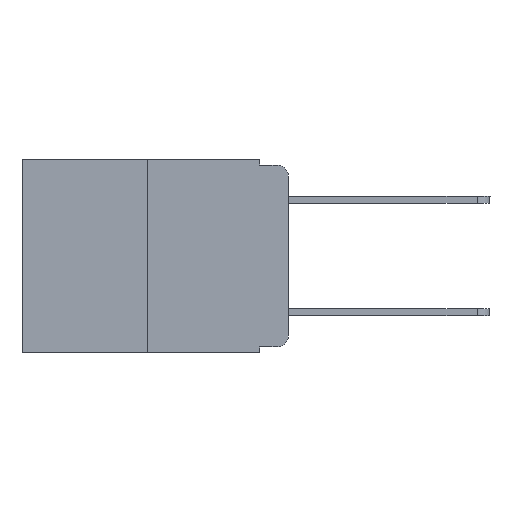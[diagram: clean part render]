
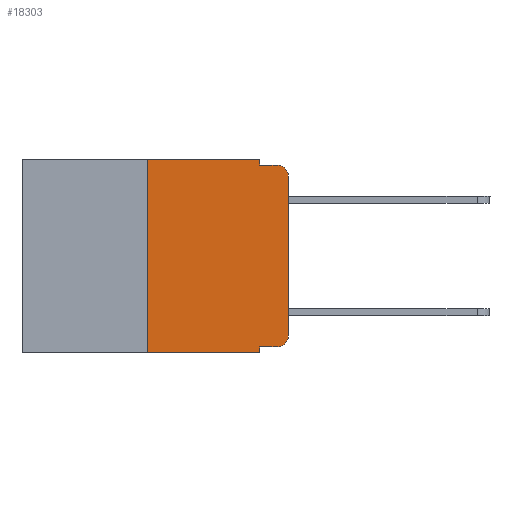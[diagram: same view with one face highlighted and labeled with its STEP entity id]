
A CAD part, left-side view. The second image highlights one B-rep face of the part: STEP entity #18303.
In plain terms, the highlighted planar face has unit normal (-1, 0, 0).
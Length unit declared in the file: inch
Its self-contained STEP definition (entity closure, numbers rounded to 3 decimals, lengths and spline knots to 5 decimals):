
#32 = EDGE_CURVE ( 'NONE', #3857, #11733, #18347, .T. ) ;
#436 = CARTESIAN_POINT ( 'NONE',  ( 0., 0.051, -0.01 ) ) ;
#725 = ORIENTED_EDGE ( 'NONE', *, *, #9043, .T. ) ;
#851 = CARTESIAN_POINT ( 'NONE',  ( 0., 0.051, -0.343 ) ) ;
#863 = FACE_OUTER_BOUND ( 'NONE', #15536, .T. ) ;
#1093 = VECTOR ( 'NONE', #3451, 39.37008 ) ;
#1096 = EDGE_CURVE ( 'NONE', #11114, #2757, #14960, .T. ) ;
#1342 = EDGE_CURVE ( 'NONE', #6733, #15683, #6868, .T. ) ;
#1526 = VECTOR ( 'NONE', #4231, 39.37008 ) ;
#2352 = DIRECTION ( 'NONE',  ( 0., 0., -1. ) ) ;
#2757 = VERTEX_POINT ( 'NONE', #16019 ) ;
#2789 = LINE ( 'NONE', #10219, #3307 ) ;
#3182 = VERTEX_POINT ( 'NONE', #7304 ) ;
#3307 = VECTOR ( 'NONE', #10122, 39.37008 ) ;
#3348 = AXIS2_PLACEMENT_3D ( 'NONE', #5530, #18156, #14268 ) ;
#3451 = DIRECTION ( 'NONE',  ( 0., 0., -1. ) ) ;
#3596 = LINE ( 'NONE', #12461, #6592 ) ;
#3626 = ORIENTED_EDGE ( 'NONE', *, *, #4677, .F. ) ;
#3675 = CARTESIAN_POINT ( 'NONE',  ( 0., 0.02, -0.01 ) ) ;
#3742 = ORIENTED_EDGE ( 'NONE', *, *, #10310, .F. ) ;
#3857 = VERTEX_POINT ( 'NONE', #10592 ) ;
#4231 = DIRECTION ( 'NONE',  ( 0., 0., 1. ) ) ;
#4542 = LINE ( 'NONE', #10004, #16911 ) ;
#4677 = EDGE_CURVE ( 'NONE', #2757, #7150, #14838, .T. ) ;
#4900 = ORIENTED_EDGE ( 'NONE', *, *, #10211, .T. ) ;
#5530 = CARTESIAN_POINT ( 'NONE',  ( 0., 0.473, 0. ) ) ;
#5779 = CARTESIAN_POINT ( 'NONE',  ( 0., 0.25, 0. ) ) ;
#6574 = AXIS2_PLACEMENT_3D ( 'NONE', #11118, #18428, #2352 ) ;
#6592 = VECTOR ( 'NONE', #12364, 39.37008 ) ;
#6733 = VERTEX_POINT ( 'NONE', #7513 ) ;
#6868 = CIRCLE ( 'NONE', #6574, 0.02 ) ;
#6941 = PLANE ( 'NONE',  #3348 ) ;
#6975 = DIRECTION ( 'NONE',  ( 0., -1., 0. ) ) ;
#7073 = ORIENTED_EDGE ( 'NONE', *, *, #9274, .T. ) ;
#7150 = VERTEX_POINT ( 'NONE', #436 ) ;
#7280 = ORIENTED_EDGE ( 'NONE', *, *, #1096, .F. ) ;
#7304 = CARTESIAN_POINT ( 'NONE',  ( 0., 0.051, -0.333 ) ) ;
#7513 = CARTESIAN_POINT ( 'NONE',  ( 0., 0.02, -0.333 ) ) ;
#7841 = EDGE_CURVE ( 'NONE', #3182, #10513, #11667, .T. ) ;
#8133 = CARTESIAN_POINT ( 'NONE',  ( 0., 0.02, -0.03 ) ) ;
#8400 = LINE ( 'NONE', #9887, #17762 ) ;
#8677 = VECTOR ( 'NONE', #17375, 39.37008 ) ;
#8850 = CARTESIAN_POINT ( 'NONE',  ( 0., 0.051, 0. ) ) ;
#9043 = EDGE_CURVE ( 'NONE', #11871, #10513, #3596, .T. ) ;
#9149 = DIRECTION ( 'NONE',  ( 0., -1., 0. ) ) ;
#9274 = EDGE_CURVE ( 'NONE', #15683, #3857, #2789, .T. ) ;
#9445 = ORIENTED_EDGE ( 'NONE', *, *, #1342, .T. ) ;
#9718 = DIRECTION ( 'NONE',  ( -1., 0., 0. ) ) ;
#9887 = CARTESIAN_POINT ( 'NONE',  ( 0., 0.051, -0.333 ) ) ;
#10004 = CARTESIAN_POINT ( 'NONE',  ( 0., 0.051, -0.01 ) ) ;
#10122 = DIRECTION ( 'NONE',  ( 0., 0., 1. ) ) ;
#10211 = EDGE_CURVE ( 'NONE', #3182, #6733, #8400, .T. ) ;
#10219 = CARTESIAN_POINT ( 'NONE',  ( 0., 0., 0. ) ) ;
#10310 = EDGE_CURVE ( 'NONE', #11871, #11114, #11406, .T. ) ;
#10513 = VERTEX_POINT ( 'NONE', #851 ) ;
#10592 = CARTESIAN_POINT ( 'NONE',  ( 0., 0., -0.03 ) ) ;
#11114 = VERTEX_POINT ( 'NONE', #5779 ) ;
#11118 = CARTESIAN_POINT ( 'NONE',  ( 0., 0.02, -0.313 ) ) ;
#11406 = LINE ( 'NONE', #17122, #1526 ) ;
#11667 = LINE ( 'NONE', #8850, #8677 ) ;
#11733 = VERTEX_POINT ( 'NONE', #3675 ) ;
#11871 = VERTEX_POINT ( 'NONE', #12258 ) ;
#12076 = CARTESIAN_POINT ( 'NONE',  ( 0., 0., -0.313 ) ) ;
#12258 = CARTESIAN_POINT ( 'NONE',  ( 0., 0.25, -0.343 ) ) ;
#12364 = DIRECTION ( 'NONE',  ( 0., -1., 0. ) ) ;
#12461 = CARTESIAN_POINT ( 'NONE',  ( 0., 0.473, -0.343 ) ) ;
#12557 = ORIENTED_EDGE ( 'NONE', *, *, #13798, .F. ) ;
#13798 = EDGE_CURVE ( 'NONE', #7150, #11733, #4542, .T. ) ;
#14268 = DIRECTION ( 'NONE',  ( 0., 0., -1. ) ) ;
#14838 = LINE ( 'NONE', #17752, #1093 ) ;
#14960 = LINE ( 'NONE', #17599, #17841 ) ;
#15092 = DIRECTION ( 'NONE',  ( 0., 0., -1. ) ) ;
#15536 = EDGE_LOOP ( 'NONE', ( #7073, #17621, #12557, #3626, #7280, #3742, #725, #16753, #4900, #9445 ) ) ;
#15683 = VERTEX_POINT ( 'NONE', #12076 ) ;
#16019 = CARTESIAN_POINT ( 'NONE',  ( 0., 0.051, 0. ) ) ;
#16753 = ORIENTED_EDGE ( 'NONE', *, *, #7841, .F. ) ;
#16911 = VECTOR ( 'NONE', #18471, 39.37008 ) ;
#17122 = CARTESIAN_POINT ( 'NONE',  ( 0., 0.25, 0. ) ) ;
#17375 = DIRECTION ( 'NONE',  ( 0., 0., -1. ) ) ;
#17599 = CARTESIAN_POINT ( 'NONE',  ( 0., 0.473, 0. ) ) ;
#17621 = ORIENTED_EDGE ( 'NONE', *, *, #32, .T. ) ;
#17752 = CARTESIAN_POINT ( 'NONE',  ( 0., 0.051, 0. ) ) ;
#17762 = VECTOR ( 'NONE', #6975, 39.37008 ) ;
#17841 = VECTOR ( 'NONE', #9149, 39.37008 ) ;
#18054 = AXIS2_PLACEMENT_3D ( 'NONE', #8133, #9718, #15092 ) ;
#18156 = DIRECTION ( 'NONE',  ( 1., 0., 0. ) ) ;
#18303 = ADVANCED_FACE ( 'NONE', ( #863 ), #6941, .F. ) ;
#18347 = CIRCLE ( 'NONE', #18054, 0.02 ) ;
#18428 = DIRECTION ( 'NONE',  ( -1., 0., 0. ) ) ;
#18471 = DIRECTION ( 'NONE',  ( 0., -1., 0. ) ) ;
